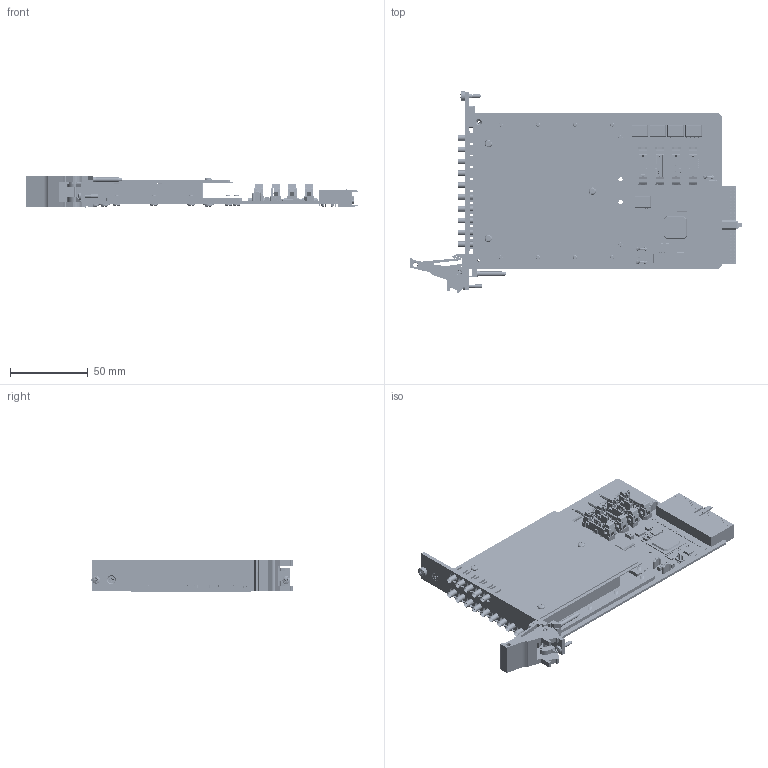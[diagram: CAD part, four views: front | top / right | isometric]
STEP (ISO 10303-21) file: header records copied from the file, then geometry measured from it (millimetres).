
FILE_DESCRIPTION (( 'STEP AP214' ), '1' );
FILE_NAME ('40-872-003 PXI 1 SLT Triple 4CH 50Ohm SMB MUX.STEP', '2013-09-12T13:44:39', ( 'admin' ), ( '' ), 'SwSTEP 2.0', 'SolidWorks 2012', '' );
FILE_SCHEMA (( 'AUTOMOTIVE_DESIGN' ));
Length unit declared in the file: millimetre
Products named in the file (1): 40-872-003 PXI 1 SLT Triple 4CH 50Ohm SMB MUX
Bounding box: 214.01 x 129.67 x 20.18 mm (x, y, z)
Surface area: 87619.4 mm2 (no closed solid volume)
Topology: 0 solids, 656 shells, 4024 faces, 18146 edges, 14155 vertices
Faces by surface type: plane 3100, cylinder 706, cone 114, torus 68, bspline 30, sphere 6
Full cylindrical faces by diameter (mm): 0.2 x1, 0.38 x15, 0.6 x110, 0.762 x22, 0.8 x4, 1.496 x2, 1.524 x8, 2 x5, 2.05 x1, 2.45 x4, 2.5 x3, 2.6 x1, 2.7 x3, 2.8 x1, 3 x3, 3.5 x15, 3.65 x15, 3.8 x7, 4.7 x1, 4.85 x16, 5 x4, 5.3 x1, 6 x1, 6.1 x1, 6.8 x3, 7 x30
Entity records: 231983 total; most frequent: CARTESIAN_POINT 46618, DIRECTION 27996, ORIENTED_EDGE 23884, EDGE_CURVE 17559, VERTEX_POINT 13993, LINE 13584, VECTOR 13584, AXIS2_PLACEMENT_3D 7206
